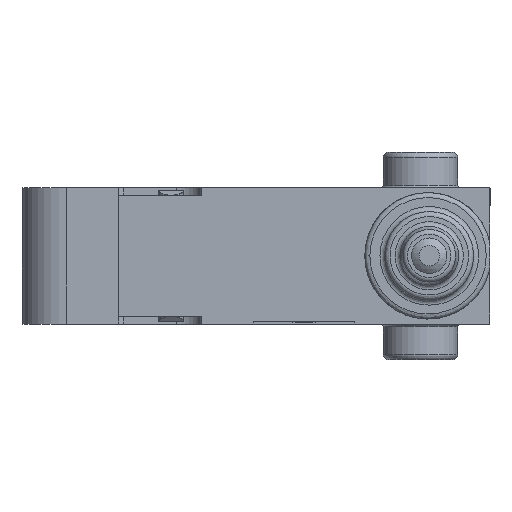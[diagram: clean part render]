
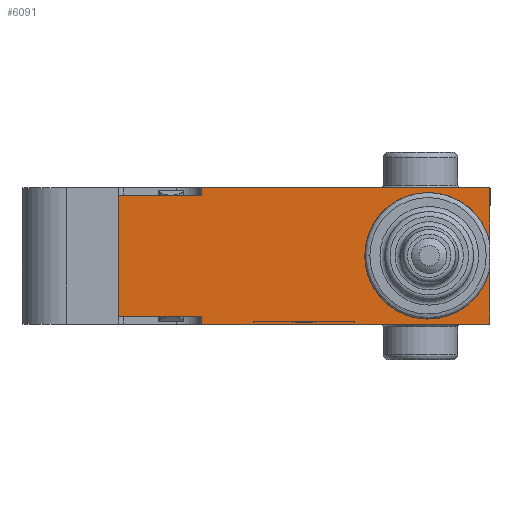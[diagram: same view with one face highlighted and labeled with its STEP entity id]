
A CAD part, top view. The second image highlights one B-rep face of the part: STEP entity #6091.
In plain terms, the highlighted planar face has unit normal (0, 0, 1).
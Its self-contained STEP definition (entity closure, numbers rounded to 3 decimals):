
#354=CIRCLE('',#6571,2.5);
#527=FACE_OUTER_BOUND('',#878,.T.);
#878=EDGE_LOOP('',(#4437,#4438,#4439,#4440,#4441,#4442,#4443,#4444,#4445,
#4446));
#1278=LINE('',#9131,#1914);
#1280=LINE('',#9138,#1916);
#1287=LINE('',#9167,#1923);
#1288=LINE('',#9171,#1924);
#1289=LINE('',#9172,#1925);
#1290=LINE('',#9174,#1926);
#1291=LINE('',#9175,#1927);
#1292=LINE('',#9177,#1928);
#1293=LINE('',#9178,#1929);
#1914=VECTOR('',#7445,10.);
#1916=VECTOR('',#7453,10.);
#1923=VECTOR('',#7492,10.);
#1924=VECTOR('',#7495,10.);
#1925=VECTOR('',#7496,10.);
#1926=VECTOR('',#7497,10.);
#1927=VECTOR('',#7498,10.);
#1928=VECTOR('',#7499,10.);
#1929=VECTOR('',#7500,10.);
#2598=VERTEX_POINT('',#9080);
#2599=VERTEX_POINT('',#9082);
#2609=VERTEX_POINT('',#9128);
#2610=VERTEX_POINT('',#9130);
#2612=VERTEX_POINT('',#9137);
#2618=VERTEX_POINT('',#9165);
#2619=VERTEX_POINT('',#9169);
#2620=VERTEX_POINT('',#9170);
#2621=VERTEX_POINT('',#9173);
#2622=VERTEX_POINT('',#9176);
#3280=EDGE_CURVE('',#2599,#2598,#354,.T.);
#3293=EDGE_CURVE('',#2610,#2609,#1278,.T.);
#3297=EDGE_CURVE('',#2612,#2610,#1280,.T.);
#3312=EDGE_CURVE('',#2618,#2612,#1287,.T.);
#3313=EDGE_CURVE('',#2619,#2620,#1288,.T.);
#3314=EDGE_CURVE('',#2620,#2618,#1289,.T.);
#3315=EDGE_CURVE('',#2621,#2609,#1290,.T.);
#3316=EDGE_CURVE('',#2599,#2621,#1291,.T.);
#3317=EDGE_CURVE('',#2622,#2598,#1292,.T.);
#3318=EDGE_CURVE('',#2619,#2622,#1293,.T.);
#4437=ORIENTED_EDGE('',*,*,#3313,.T.);
#4438=ORIENTED_EDGE('',*,*,#3314,.T.);
#4439=ORIENTED_EDGE('',*,*,#3312,.T.);
#4440=ORIENTED_EDGE('',*,*,#3297,.T.);
#4441=ORIENTED_EDGE('',*,*,#3293,.T.);
#4442=ORIENTED_EDGE('',*,*,#3315,.F.);
#4443=ORIENTED_EDGE('',*,*,#3316,.F.);
#4444=ORIENTED_EDGE('',*,*,#3280,.T.);
#4445=ORIENTED_EDGE('',*,*,#3317,.F.);
#4446=ORIENTED_EDGE('',*,*,#3318,.F.);
#5815=PLANE('',#6598);
#6091=ADVANCED_FACE('',(#527),#5815,.T.);
#6571=AXIS2_PLACEMENT_3D('',#9083,#7422,#7423);
#6598=AXIS2_PLACEMENT_3D('',#9168,#7493,#7494);
#7422=DIRECTION('center_axis',(0.,0.,
-1.));
#7423=DIRECTION('ref_axis',(0.98,0.199,0.));
#7445=DIRECTION('',(0.,-1.,0.));
#7453=DIRECTION('',(1.,0.,0.));
#7492=DIRECTION('',(0.,-1.,0.));
#7493=DIRECTION('center_axis',(0.,0.,
1.));
#7494=DIRECTION('ref_axis',(-1.,0.,0.));
#7495=DIRECTION('',(0.,-1.,0.));
#7496=DIRECTION('',(-1.,0.,0.));
#7497=DIRECTION('',(-1.,0.,0.));
#7498=DIRECTION('',(0.,-1.,0.));
#7499=DIRECTION('',(0.,-1.,0.));
#7500=DIRECTION('',(1.,0.,0.));
#9080=CARTESIAN_POINT('',(9.25,0.497,3.15));
#9082=CARTESIAN_POINT('',(9.25,-0.497,3.15));
#9083=CARTESIAN_POINT('Origin',(6.8,0.,3.15));
#9128=CARTESIAN_POINT('',(-2.15,-2.7,3.15));
#9130=CARTESIAN_POINT('',(-2.15,-2.4,3.15));
#9131=CARTESIAN_POINT('',(-2.15,-1.35,3.15));
#9137=CARTESIAN_POINT('',(-5.45,-2.4,3.15));
#9138=CARTESIAN_POINT('',(2.725,-2.4,3.15));
#9165=CARTESIAN_POINT('',(-5.45,2.4,3.15));
#9167=CARTESIAN_POINT('',(-5.45,-1.35,3.15));
#9168=CARTESIAN_POINT('Origin',(9.25,0.,3.15));
#9169=CARTESIAN_POINT('',(-2.15,2.7,3.15));
#9170=CARTESIAN_POINT('',(-2.15,2.4,3.15));
#9171=CARTESIAN_POINT('',(-2.15,1.35,3.15));
#9172=CARTESIAN_POINT('',(2.725,2.4,3.15));
#9173=CARTESIAN_POINT('',(9.25,-2.7,3.15));
#9174=CARTESIAN_POINT('',(9.25,-2.7,3.15));
#9175=CARTESIAN_POINT('',(9.25,0.,3.15));
#9176=CARTESIAN_POINT('',(9.25,2.7,3.15));
#9177=CARTESIAN_POINT('',(9.25,0.,3.15));
#9178=CARTESIAN_POINT('',(9.25,2.7,3.15));
